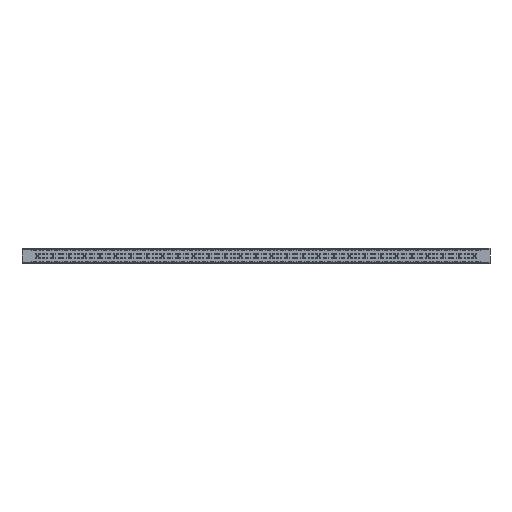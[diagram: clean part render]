
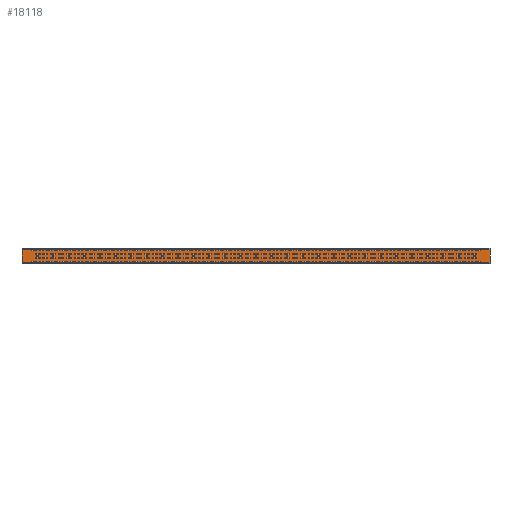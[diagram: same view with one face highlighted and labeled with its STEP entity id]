
A CAD part, top view. The second image highlights one B-rep face of the part: STEP entity #18118.
In plain terms, the highlighted planar face has unit normal (0, 0, 1).
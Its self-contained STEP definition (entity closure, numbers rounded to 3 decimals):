
#3844=FACE_OUTER_BOUND('',#4640,.T.);
#4640=EDGE_LOOP('',(#14440,#14441,#14442,#14443));
#5415=LINE('',#27281,#6883);
#5441=LINE('',#27377,#6909);
#5446=LINE('',#27390,#6914);
#5452=LINE('',#27413,#6920);
#6883=VECTOR('',#21215,1.);
#6909=VECTOR('',#21311,1.);
#6914=VECTOR('',#21324,1.);
#6920=VECTOR('',#21352,1.);
#8355=VERTEX_POINT('',#27278);
#8356=VERTEX_POINT('',#27280);
#8391=VERTEX_POINT('',#27375);
#8395=VERTEX_POINT('',#27389);
#11288=EDGE_CURVE('',#8356,#8355,#5415,.T.);
#11337=EDGE_CURVE('',#8391,#8355,#5441,.F.);
#11343=EDGE_CURVE('',#8395,#8356,#5446,.T.);
#11355=EDGE_CURVE('',#8395,#8391,#5452,.T.);
#14440=ORIENTED_EDGE('',*,*,#11337,.F.);
#14441=ORIENTED_EDGE('',*,*,#11355,.F.);
#14442=ORIENTED_EDGE('',*,*,#11343,.T.);
#14443=ORIENTED_EDGE('',*,*,#11288,.T.);
#17322=PLANE('',#18956);
#18118=ADVANCED_FACE('',(#3844),#17322,.T.);
#18956=AXIS2_PLACEMENT_3D('',#27449,#21396,#21397);
#21215=DIRECTION('',(0.,1.,0.));
#21311=DIRECTION('',(-1.,0.,0.));
#21324=DIRECTION('',(1.,0.,0.));
#21352=DIRECTION('',(0.,1.,0.));
#21396=DIRECTION('center_axis',(0.,0.,1.));
#21397=DIRECTION('ref_axis',(1.,0.,0.));
#27278=CARTESIAN_POINT('',(3142.391,115.348,-23.));
#27280=CARTESIAN_POINT('',(3142.391,23.348,-23.));
#27281=CARTESIAN_POINT('',(3142.391,69.348,-23.));
#27375=CARTESIAN_POINT('',(112.391,115.348,-23.));
#27377=CARTESIAN_POINT('',(1627.391,115.348,-23.));
#27389=CARTESIAN_POINT('',(112.391,23.348,-23.));
#27390=CARTESIAN_POINT('',(1627.391,23.348,-23.));
#27413=CARTESIAN_POINT('',(112.391,69.348,-23.));
#27449=CARTESIAN_POINT('Origin',(1627.391,69.348,-23.));
